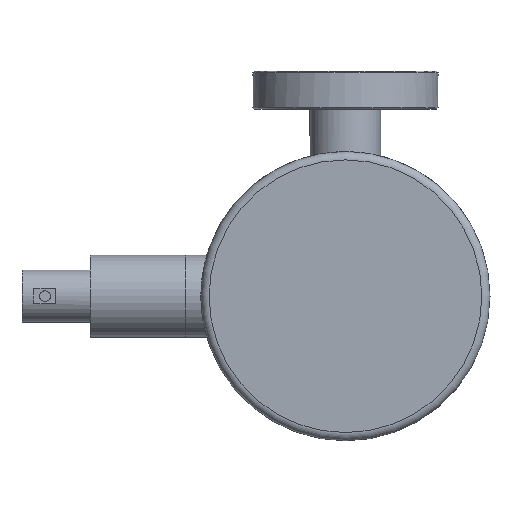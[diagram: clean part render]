
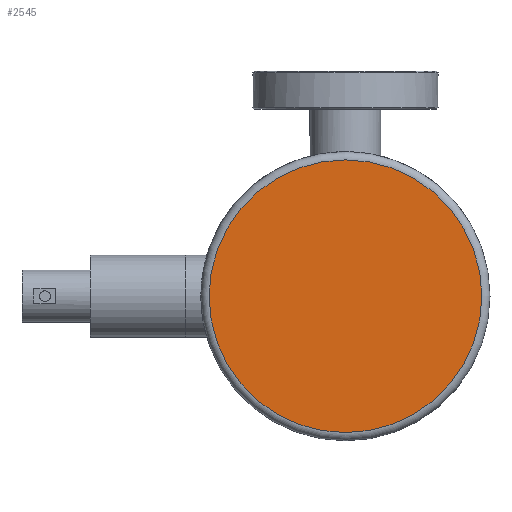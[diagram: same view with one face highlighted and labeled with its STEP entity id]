
A CAD part, front view. The second image highlights one B-rep face of the part: STEP entity #2545.
In plain terms, the highlighted planar face has unit normal (0, -1, 0).
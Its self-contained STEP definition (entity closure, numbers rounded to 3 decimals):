
#327=PLANE('',#2918);
#497=CIRCLE('',#2914,25.);
#870=FACE_OUTER_BOUND('',#1214,.T.);
#1214=EDGE_LOOP('',(#2170));
#1456=VERTEX_POINT('',#4670);
#1702=EDGE_CURVE('',#1456,#1456,#497,.T.);
#2170=ORIENTED_EDGE('',*,*,#1702,.F.);
#2545=ADVANCED_FACE('',(#870),#327,.T.);
#2914=AXIS2_PLACEMENT_3D('',#4671,#3658,#3659);
#2918=AXIS2_PLACEMENT_3D('',#4723,#3670,#3671);
#3658=DIRECTION('center_axis',(0.,1.,0.));
#3659=DIRECTION('ref_axis',(-1.,0.,0.));
#3670=DIRECTION('center_axis',(0.,-1.,0.));
#3671=DIRECTION('ref_axis',(0.,0.,-1.));
#4670=CARTESIAN_POINT('',(25.,1.,0.));
#4671=CARTESIAN_POINT('Origin',(0.,1.,
0.));
#4723=CARTESIAN_POINT('Origin',(0.,1.,
0.));
